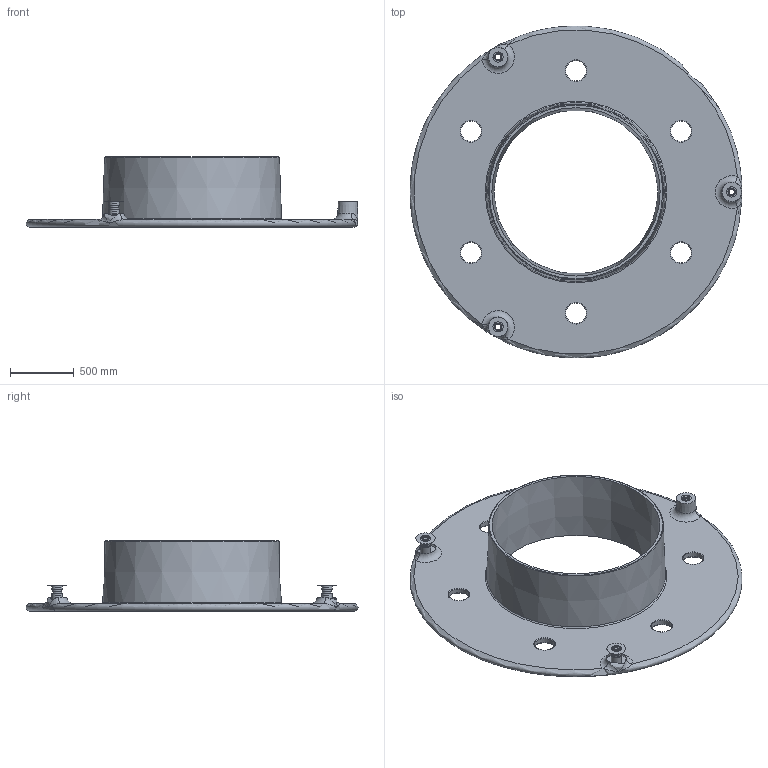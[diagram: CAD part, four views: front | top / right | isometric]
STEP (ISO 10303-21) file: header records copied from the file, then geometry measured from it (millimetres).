
FILE_DESCRIPTION(/* description */ (''),/* implementation_level */ '2;1');
FILE_NAME(/* name */ '19928.100X_3D.stp',/* time_stamp */ '2024-12-12T07:55:25+01:00',/* author */ ('CAD'),/* organization */ (''),/* preprocessor_version */ 'ST-DEVELOPER v20',/* originating_system */ 'AutoCAD Mechanical',/* authorisation */ '');
FILE_SCHEMA (('AUTOMOTIVE_DESIGN { 1 0 10303 214 3 1 1 }'));
Length unit declared in the file: centimetre
Products named in the file (2): Product; *S0
Assembly tree (1 placements, depth 2):
  Product
    *S0
Bounding box: 2599.97 x 2599.97 x 550 mm (x, y, z)
Volume: 324370181.2 mm3; surface area: 13052210.1 mm2
Topology: 4 solids, 4 shells, 182 faces, 360 edges, 205 vertices
Faces by surface type: cone 92, plane 36, cylinder 36, torus 12, bspline 6
Full cylindrical faces by diameter (mm): 70 x12, 80 x18, 160 x6
Entity records: 5623 total; most frequent: CARTESIAN_POINT 1689, DIRECTION 914, ORIENTED_EDGE 708, AXIS2_PLACEMENT_3D 393, EDGE_CURVE 354, EDGE_LOOP 233, CIRCLE 214, VERTEX_POINT 205
